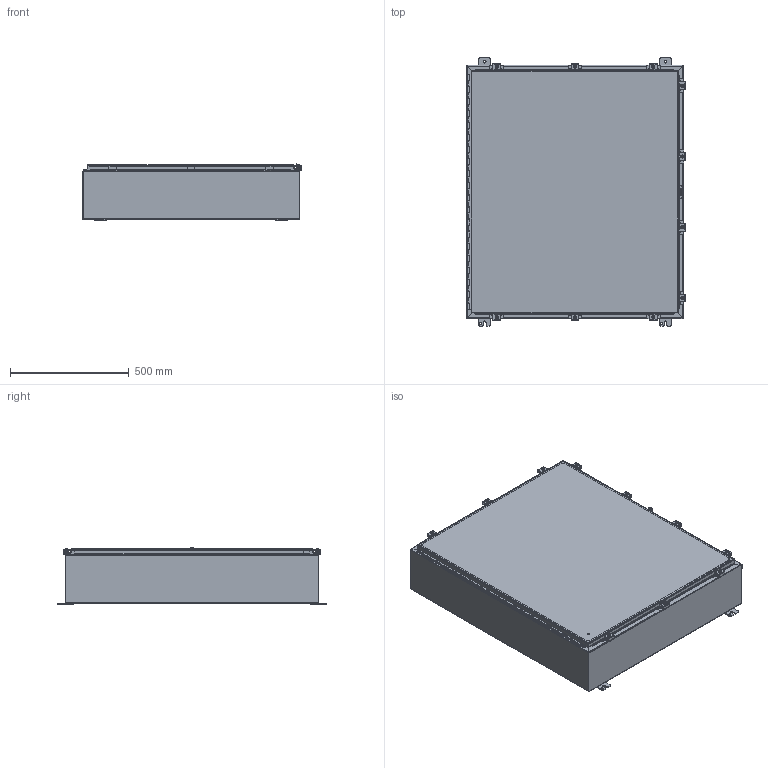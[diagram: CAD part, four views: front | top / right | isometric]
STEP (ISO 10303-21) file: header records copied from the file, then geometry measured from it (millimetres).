
FILE_DESCRIPTION (( 'STEP AP214' ), '1' );
FILE_NAME ('N4423608.STEP', '2016-02-04T13:56:23', ( '' ), ( '' ), 'SwSTEP 2.0', 'SolidWorks 2014', '' );
FILE_SCHEMA (( 'AUTOMOTIVE_DESIGN' ));
Length unit declared in the file: inch
Products named in the file (19): N44236LID_1; 38846_1; 40x34_1; 32911_1; N4423608BKP_1; 38420_1; 34840_1; N4423608; 30817_1; 30824_1; HFW30825-4_1; HFW30825-3_1; HFW30825-2_1; 30824-1_1; 388116_1; 328108_1; 328108P-1_1; 328108L_1; 328108T_1
Assembly tree (46 placements, depth 3):
  N4423608
    34840_1  x4
    38420_1
    N4423608BKP_1
    32911_1
    40x34_1
    38846_1
    N44236LID_1
    328108_1
      328108T_1
      328108L_1
      328108P-1_1
    388116_1  x8
    30824_1  x10
      30824-1_1
      HFW30825-2_1
      HFW30825-3_1
      HFW30825-4_1
    30817_1  x10
Bounding box: 922.29 x 1130.3 x 239.02 mm (x, y, z)
Volume: 6093101 mm3; surface area: 6323004.9 mm2
Topology: 71 solids, 71 shells, 3079 faces, 7962 edges, 5142 vertices
Faces by surface type: cylinder 1390, plane 1172, bspline 267, torus 130, cone 60, sphere 60
Entity records: 57598 total; most frequent: CARTESIAN_POINT 12984, DIRECTION 6839, ORIENTED_EDGE 6586, EDGE_CURVE 3293, AXIS2_PLACEMENT_3D 2463, VERTEX_POINT 2128, VECTOR 1913, LINE 1913
